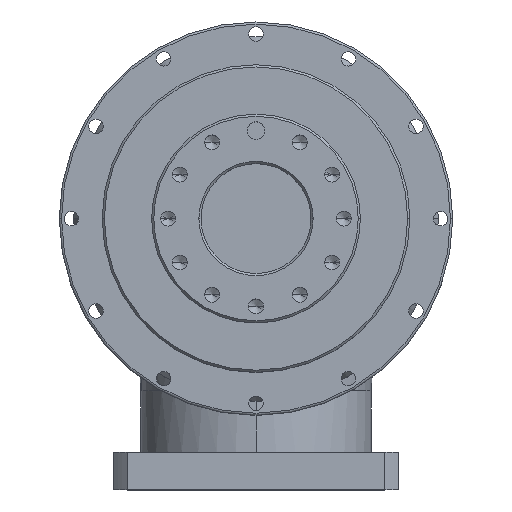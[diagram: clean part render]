
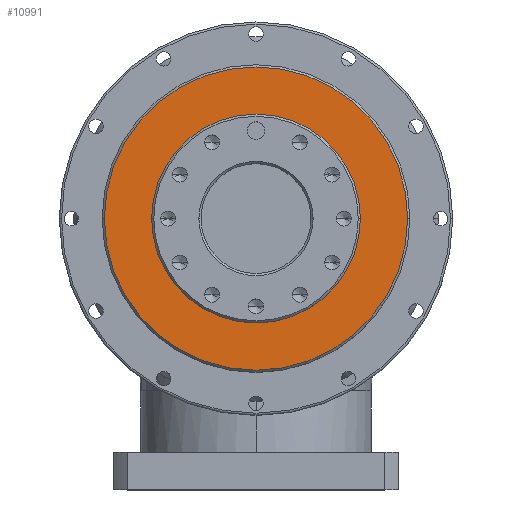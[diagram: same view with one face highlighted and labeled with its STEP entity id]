
A CAD part, top view. The second image highlights one B-rep face of the part: STEP entity #10991.
In plain terms, the highlighted planar face has unit normal (0, 0, 1).
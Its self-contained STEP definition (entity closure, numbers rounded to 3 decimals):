
#552 = DIRECTION ( 'NONE',  ( 0., 0., 1. ) ) ;
#806 = CARTESIAN_POINT ( 'NONE',  ( -69., 0., 125. ) ) ;
#1211 = VERTEX_POINT ( 'NONE', #806 ) ;
#1219 = CARTESIAN_POINT ( 'NONE',  ( 0., 0., 125. ) ) ;
#1288 = EDGE_CURVE ( 'NONE', #11578, #1972, #8646, .T. ) ;
#1678 = DIRECTION ( 'NONE',  ( 0., 0., 1. ) ) ;
#1972 = VERTEX_POINT ( 'NONE', #12270 ) ;
#2219 = CARTESIAN_POINT ( 'NONE',  ( 0., 0., 125. ) ) ;
#2225 = AXIS2_PLACEMENT_3D ( 'NONE', #2219, #9190, #3213 ) ;
#2632 = CARTESIAN_POINT ( 'NONE',  ( 0., 0., 125. ) ) ;
#2673 = PLANE ( 'NONE',  #9922 ) ;
#3213 = DIRECTION ( 'NONE',  ( 1., 0., 0. ) ) ;
#3230 = CARTESIAN_POINT ( 'NONE',  ( -47.5, 0., 125. ) ) ;
#3446 = DIRECTION ( 'NONE',  ( 0., 0., 1. ) ) ;
#3668 = DIRECTION ( 'NONE',  ( 0., 0., 1. ) ) ;
#4230 = FACE_BOUND ( 'NONE', #8435, .T. ) ;
#4545 = AXIS2_PLACEMENT_3D ( 'NONE', #6530, #552, #7524 ) ;
#5007 = CIRCLE ( 'NONE', #2225, 69. ) ;
#5116 = EDGE_CURVE ( 'NONE', #1211, #6959, #5007, .T. ) ;
#5508 = CARTESIAN_POINT ( 'NONE',  ( 69., 0., 125. ) ) ;
#5973 = ORIENTED_EDGE ( 'NONE', *, *, #8611, .T. ) ;
#6530 = CARTESIAN_POINT ( 'NONE',  ( 0., 0., 125. ) ) ;
#6959 = VERTEX_POINT ( 'NONE', #5508 ) ;
#7524 = DIRECTION ( 'NONE',  ( 1., 0., 0. ) ) ;
#7644 = CARTESIAN_POINT ( 'NONE',  ( 0., 0., 125. ) ) ;
#7949 = EDGE_LOOP ( 'NONE', ( #8314, #5973 ) ) ;
#8143 = ORIENTED_EDGE ( 'NONE', *, *, #1288, .F. ) ;
#8314 = ORIENTED_EDGE ( 'NONE', *, *, #5116, .T. ) ;
#8435 = EDGE_LOOP ( 'NONE', ( #12022, #8143 ) ) ;
#8505 = EDGE_CURVE ( 'NONE', #1972, #11578, #8674, .T. ) ;
#8557 = AXIS2_PLACEMENT_3D ( 'NONE', #7644, #1678, #8641 ) ;
#8594 = FACE_OUTER_BOUND ( 'NONE', #7949, .T. ) ;
#8611 = EDGE_CURVE ( 'NONE', #6959, #1211, #10454, .T. ) ;
#8641 = DIRECTION ( 'NONE',  ( 1., 0., 0. ) ) ;
#8646 = CIRCLE ( 'NONE', #10905, 47.5 ) ;
#8674 = CIRCLE ( 'NONE', #4545, 47.5 ) ;
#9190 = DIRECTION ( 'NONE',  ( 0., 0., 1. ) ) ;
#9922 = AXIS2_PLACEMENT_3D ( 'NONE', #2632, #3668, #10717 ) ;
#10454 = CIRCLE ( 'NONE', #8557, 69. ) ;
#10717 = DIRECTION ( 'NONE',  ( 1., 0., 0. ) ) ;
#10905 = AXIS2_PLACEMENT_3D ( 'NONE', #1219, #3446, #11352 ) ;
#10991 = ADVANCED_FACE ( 'NONE', ( #8594, #4230 ), #2673, .T. ) ;
#11352 = DIRECTION ( 'NONE',  ( 1., 0., 0. ) ) ;
#11578 = VERTEX_POINT ( 'NONE', #3230 ) ;
#12022 = ORIENTED_EDGE ( 'NONE', *, *, #8505, .F. ) ;
#12270 = CARTESIAN_POINT ( 'NONE',  ( 47.5, 0., 125. ) ) ;
